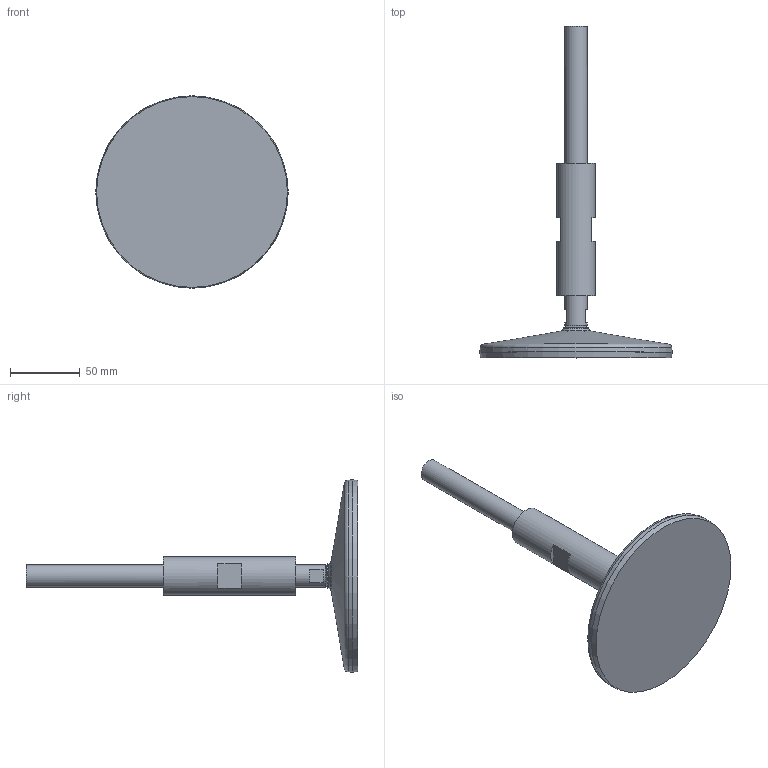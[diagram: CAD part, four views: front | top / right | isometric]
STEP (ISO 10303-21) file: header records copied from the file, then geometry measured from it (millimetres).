
FILE_DESCRIPTION (( 'STEP AP203' ), '1' );
FILE_NAME ('EHSFx8 - HSF138LC-M16-L215-W.STEP', '2024-09-09T10:19:03', ( '' ), ( '' ), 'SwSTEP 2.0', 'SolidWorks 2024', '' );
FILE_SCHEMA (( 'CONFIG_CONTROL_DESIGN' ));
Length unit declared in the file: millimetre
Products named in the file (1): EHSFx8 - HSF138LC-M16-L215-W
Bounding box: 138 x 238 x 138 mm (x, y, z)
Volume: 297058.2 mm3; surface area: 54752.2 mm2
Topology: 3 solids, 3 shells, 31 faces, 52 edges, 33 vertices
Faces by surface type: plane 18, cone 5, torus 3, cylinder 3, sphere 2
Full cylindrical faces by diameter (mm): 16 x1, 28 x1, 137.98 x1
Entity records: 753 total; most frequent: DIRECTION 130, CARTESIAN_POINT 106, ORIENTED_EDGE 82, AXIS2_PLACEMENT_3D 57, EDGE_LOOP 50, EDGE_CURVE 41, FACE_OUTER_BOUND 39, VERTEX_POINT 33
